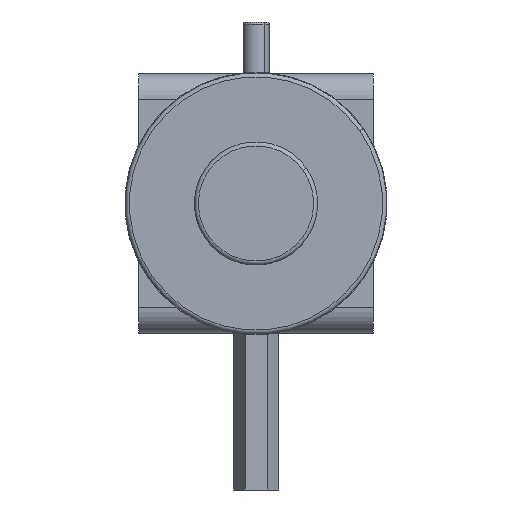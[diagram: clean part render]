
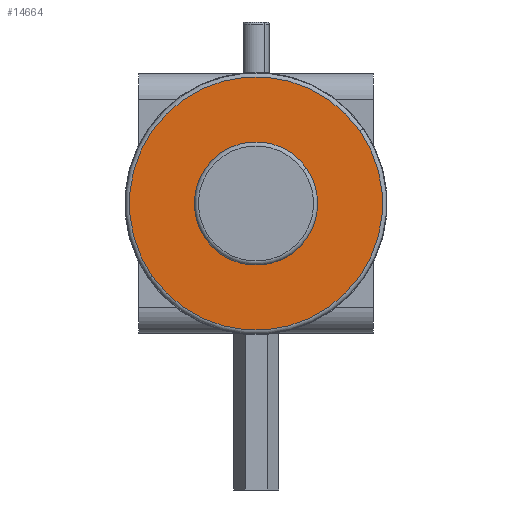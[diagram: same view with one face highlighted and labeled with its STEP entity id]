
A CAD part, left-side view. The second image highlights one B-rep face of the part: STEP entity #14664.
In plain terms, the highlighted face is planar.
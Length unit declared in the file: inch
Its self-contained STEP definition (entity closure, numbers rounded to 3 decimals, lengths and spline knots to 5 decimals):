
#2690 = CARTESIAN_POINT ( 'NONE',  ( 1.4, 4.303, -3.762 ) ) ;
#2691 = PLANE ( 'NONE',  #30072 ) ;
#2693 = DIRECTION ( 'NONE',  ( 0., 0., -1. ) ) ;
#2694 = DIRECTION ( 'NONE',  ( -1., 0., 0. ) ) ;
#3428 = CIRCLE ( 'NONE', #30213, 1.21563 ) ;
#3475 = CIRCLE ( 'NONE', #30232, 0.592 ) ;
#3496 = CIRCLE ( 'NONE', #30241, 1.21563 ) ;
#3499 = CIRCLE ( 'NONE', #30242, 0.592 ) ;
#5444 = CARTESIAN_POINT ( 'NONE',  ( 1.4, 4.303, -3.762 ) ) ;
#5445 = DIRECTION ( 'NONE',  ( 0., 0., -1. ) ) ;
#5446 = DIRECTION ( 'NONE',  ( -1., 0., 0. ) ) ;
#8653 = CARTESIAN_POINT ( 'NONE',  ( 1.4, 4.303, -3.762 ) ) ;
#8657 = DIRECTION ( 'NONE',  ( 0., 0., -1. ) ) ;
#8659 = DIRECTION ( 'NONE',  ( -1., 0., 0. ) ) ;
#8732 = CARTESIAN_POINT ( 'NONE',  ( 1.4, 4.303, -3.762 ) ) ;
#8733 = DIRECTION ( 'NONE',  ( 0., 0., -1. ) ) ;
#8734 = DIRECTION ( 'NONE',  ( -1., 0., 0. ) ) ;
#8742 = CARTESIAN_POINT ( 'NONE',  ( 1.4, 4.303, -3.762 ) ) ;
#8753 = DIRECTION ( 'NONE',  ( 0., 0., -1. ) ) ;
#8754 = DIRECTION ( 'NONE',  ( -1., 0., 0. ) ) ;
#10760 = CARTESIAN_POINT ( 'NONE',  ( 2.61563, 4.303, -3.762 ) ) ;
#10779 = CARTESIAN_POINT ( 'NONE',  ( 0.808, 4.303, -3.762 ) ) ;
#10782 = CARTESIAN_POINT ( 'NONE',  ( 0.18437, 4.303, -3.762 ) ) ;
#10803 = CARTESIAN_POINT ( 'NONE',  ( 1.992, 4.303, -3.762 ) ) ;
#14664 = ADVANCED_FACE ( 'NONE', ( #27688, #27696 ), #2691, .T. ) ;
#18738 = EDGE_CURVE ( 'NONE', #37008, #36986, #3428, .T. ) ;
#18794 = EDGE_CURVE ( 'NONE', #37005, #37029, #3475, .T. ) ;
#18818 = EDGE_CURVE ( 'NONE', #36986, #37008, #3496, .T. ) ;
#18826 = EDGE_CURVE ( 'NONE', #37029, #37005, #3499, .T. ) ;
#24136 = ORIENTED_EDGE ( 'NONE', *, *, #18738, .T. ) ;
#24146 = ORIENTED_EDGE ( 'NONE', *, *, #18818, .T. ) ;
#24157 = ORIENTED_EDGE ( 'NONE', *, *, #18794, .F. ) ;
#24158 = ORIENTED_EDGE ( 'NONE', *, *, #18826, .F. ) ;
#25468 = EDGE_LOOP ( 'NONE', ( #24158, #24157 ) ) ;
#25495 = EDGE_LOOP ( 'NONE', ( #24136, #24146 ) ) ;
#27688 = FACE_OUTER_BOUND ( 'NONE', #25495, .T. ) ;
#27696 = FACE_BOUND ( 'NONE', #25468, .T. ) ;
#30072 = AXIS2_PLACEMENT_3D ( 'NONE', #2690, #2693, #2694 ) ;
#30213 = AXIS2_PLACEMENT_3D ( 'NONE', #5444, #5445, #5446 ) ;
#30232 = AXIS2_PLACEMENT_3D ( 'NONE', #8653, #8657, #8659 ) ;
#30241 = AXIS2_PLACEMENT_3D ( 'NONE', #8732, #8733, #8734 ) ;
#30242 = AXIS2_PLACEMENT_3D ( 'NONE', #8742, #8753, #8754 ) ;
#36986 = VERTEX_POINT ( 'NONE', #10760 ) ;
#37005 = VERTEX_POINT ( 'NONE', #10779 ) ;
#37008 = VERTEX_POINT ( 'NONE', #10782 ) ;
#37029 = VERTEX_POINT ( 'NONE', #10803 ) ;
